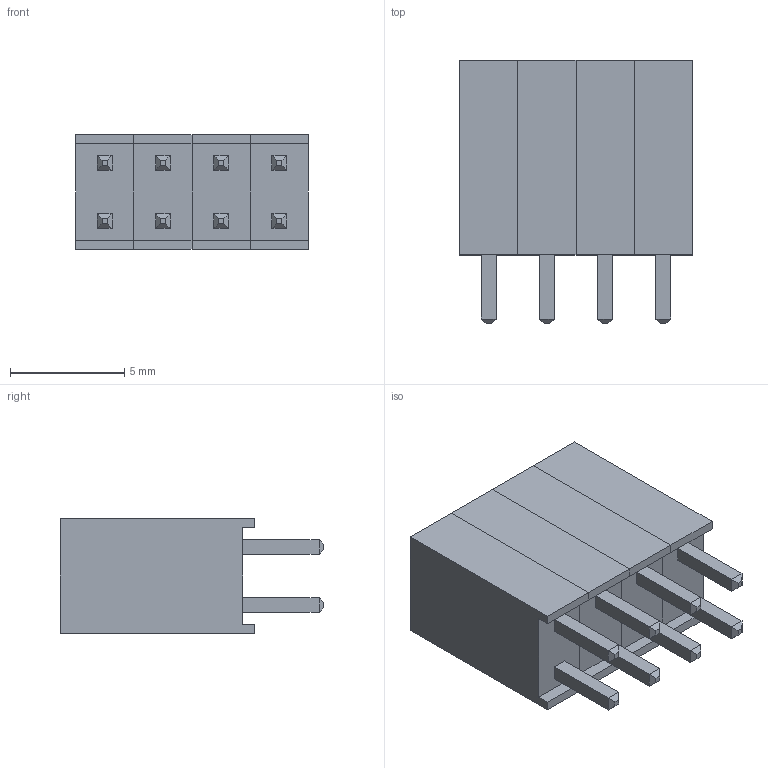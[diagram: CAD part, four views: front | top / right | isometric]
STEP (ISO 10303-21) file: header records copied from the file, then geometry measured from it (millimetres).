
FILE_DESCRIPTION (( 'STEP AP214' ), '1' );
FILE_NAME ('DS-1023-08.STEP', '2019-07-10T22:27:49', ( '' ), ( '' ), 'SwSTEP 2.0', 'SolidWorks 2018', '' );
FILE_SCHEMA (( 'AUTOMOTIVE_DESIGN' ));
Length unit declared in the file: millimetre
Products named in the file (1): DS-1023-08
Bounding box: 10.16 x 11.5 x 5 mm (x, y, z)
Volume: 401.9 mm3; surface area: 749.6 mm2
Topology: 4 solids, 4 shells, 184 faces, 416 edges, 256 vertices
Faces by surface type: plane 184
Entity records: 7033 total; most frequent: CARTESIAN_POINT 857, ORIENTED_EDGE 832, DIRECTION 786, LINE 416, EDGE_CURVE 416, VECTOR 416, VERTEX_POINT 256, EDGE_LOOP 200
